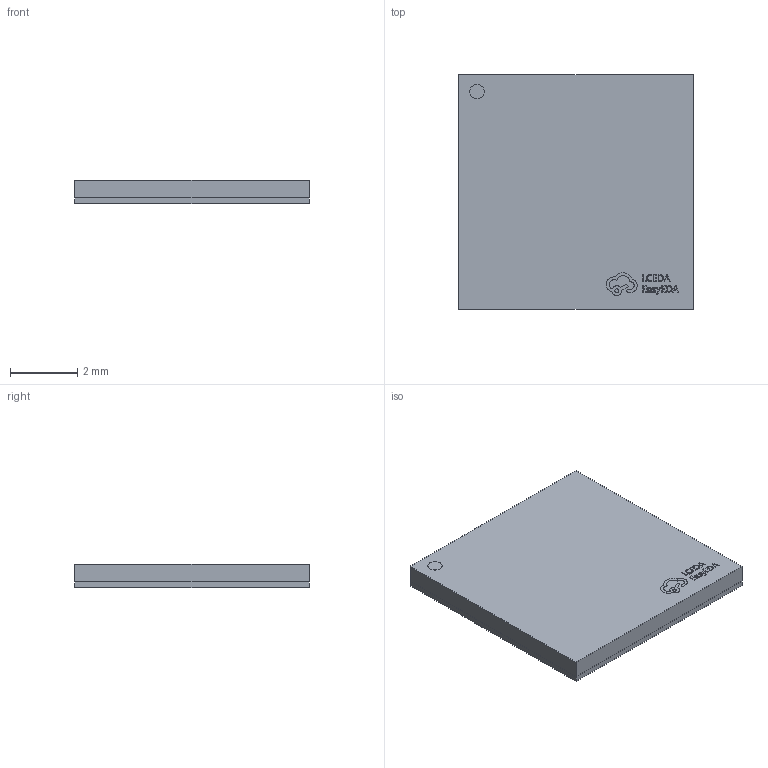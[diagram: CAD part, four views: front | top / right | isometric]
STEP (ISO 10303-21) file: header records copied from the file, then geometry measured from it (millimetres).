
FILE_DESCRIPTION (( 'STEP AP214' ), '1' );
FILE_NAME ('LGA-48_L7.0-W7.0-H0.7-P0.50-BL-EP.step', '2022-07-04T13:30:23', ( '' ), ( '' ), 'SwSTEP 2.0', 'SolidWorks 2020', '' );
FILE_SCHEMA (( 'AUTOMOTIVE_DESIGN' ));
Length unit declared in the file: millimetre
Products named in the file (1): LGA-48_L7.0-W7.0-H0.7-P0.50-BL-EP
Bounding box: 7 x 7 x 0.71 mm (x, y, z)
Volume: 34.6 mm3; surface area: 216.7 mm2
Topology: 2 solids, 2 shells, 571 faces, 1464 edges, 976 vertices
Faces by surface type: plane 457, bspline 112, cylinder 2
Entity records: 24578 total; most frequent: CARTESIAN_POINT 5116, ORIENTED_EDGE 2928, DIRECTION 2160, EDGE_CURVE 1464, VECTOR 1232, LINE 1232, VERTEX_POINT 976, EDGE_LOOP 650
